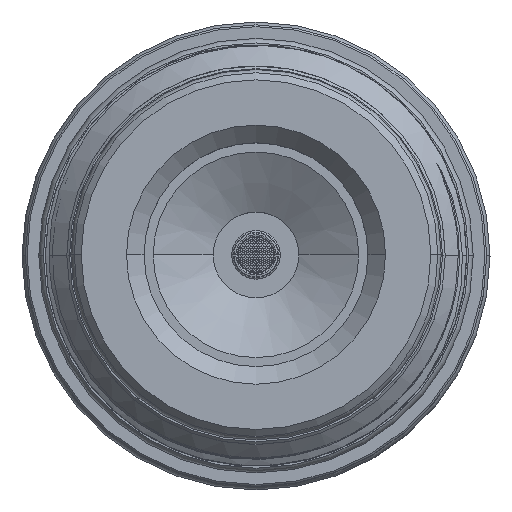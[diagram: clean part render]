
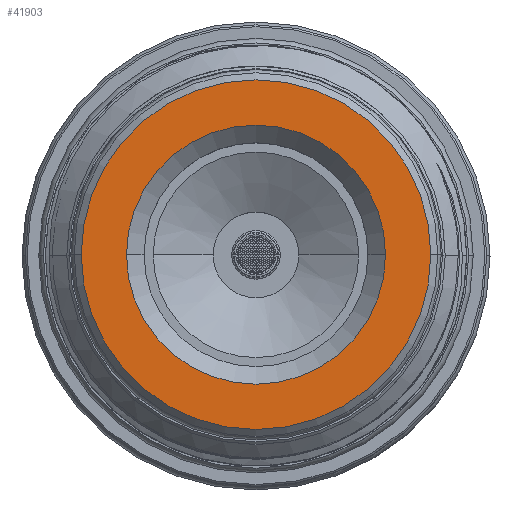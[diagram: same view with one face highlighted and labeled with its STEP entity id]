
A CAD part, top view. The second image highlights one B-rep face of the part: STEP entity #41903.
In plain terms, the highlighted planar face has unit normal (0, 0, 1).
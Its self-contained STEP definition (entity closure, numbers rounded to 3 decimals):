
#1501 = EDGE_CURVE ( 'NONE', #17818, #9156, #70664, .T. ) ;
#2232 = VERTEX_POINT ( 'NONE', #59793 ) ;
#5124 = DIRECTION ( 'NONE',  ( -1., 0., 0. ) ) ;
#9156 = VERTEX_POINT ( 'NONE', #79443 ) ;
#17818 = VERTEX_POINT ( 'NONE', #42100 ) ;
#26273 = CARTESIAN_POINT ( 'NONE',  ( 0., 0., 89.528 ) ) ;
#32165 = CIRCLE ( 'NONE', #51363, 14.7 ) ;
#34670 = ORIENTED_EDGE ( 'NONE', *, *, #53293, .T. ) ;
#37610 = DIRECTION ( 'NONE',  ( 0., 0., -1. ) ) ;
#41772 = CARTESIAN_POINT ( 'NONE',  ( 0., 0., 89.528 ) ) ;
#41903 = ADVANCED_FACE ( 'NONE', ( #63301, #49473 ), #49681, .F. ) ;
#42100 = CARTESIAN_POINT ( 'NONE',  ( -19.84, 0., 89.528 ) ) ;
#42558 = CARTESIAN_POINT ( 'NONE',  ( 0., 0., 89.528 ) ) ;
#43321 = CARTESIAN_POINT ( 'NONE',  ( 0., 0., 89.528 ) ) ;
#49473 = FACE_OUTER_BOUND ( 'NONE', #95297, .T. ) ;
#49681 = PLANE ( 'NONE',  #50503 ) ;
#50143 = DIRECTION ( 'NONE',  ( -1., 0., 0. ) ) ;
#50281 = DIRECTION ( 'NONE',  ( 0., 0., -1. ) ) ;
#50503 = AXIS2_PLACEMENT_3D ( 'NONE', #42558, #89518, #82448 ) ;
#51363 = AXIS2_PLACEMENT_3D ( 'NONE', #26273, #66529, #90150 ) ;
#53293 = EDGE_CURVE ( 'NONE', #77571, #2232, #99046, .T. ) ;
#54248 = CARTESIAN_POINT ( 'NONE',  ( -14.7, 0., 89.528 ) ) ;
#57608 = EDGE_LOOP ( 'NONE', ( #89979, #34670 ) ) ;
#57912 = DIRECTION ( 'NONE',  ( 0., 0., -1. ) ) ;
#58196 = ORIENTED_EDGE ( 'NONE', *, *, #1501, .F. ) ;
#59229 = CIRCLE ( 'NONE', #99093, 19.84 ) ;
#59793 = CARTESIAN_POINT ( 'NONE',  ( 14.7, 0., 89.528 ) ) ;
#63301 = FACE_BOUND ( 'NONE', #57608, .T. ) ;
#66529 = DIRECTION ( 'NONE',  ( 0., 0., -1. ) ) ;
#70664 = CIRCLE ( 'NONE', #83422, 19.84 ) ;
#77571 = VERTEX_POINT ( 'NONE', #54248 ) ;
#79086 = EDGE_CURVE ( 'NONE', #9156, #17818, #59229, .T. ) ;
#79443 = CARTESIAN_POINT ( 'NONE',  ( 19.84, 0., 89.528 ) ) ;
#81887 = CARTESIAN_POINT ( 'NONE',  ( 0., 0., 89.528 ) ) ;
#82448 = DIRECTION ( 'NONE',  ( -1., 0., 0. ) ) ;
#83422 = AXIS2_PLACEMENT_3D ( 'NONE', #81887, #57912, #50143 ) ;
#83466 = ORIENTED_EDGE ( 'NONE', *, *, #79086, .F. ) ;
#86042 = EDGE_CURVE ( 'NONE', #2232, #77571, #32165, .T. ) ;
#89518 = DIRECTION ( 'NONE',  ( 0., 0., -1. ) ) ;
#89979 = ORIENTED_EDGE ( 'NONE', *, *, #86042, .T. ) ;
#90150 = DIRECTION ( 'NONE',  ( -1., 0., 0. ) ) ;
#91464 = DIRECTION ( 'NONE',  ( -1., 0., 0. ) ) ;
#92012 = AXIS2_PLACEMENT_3D ( 'NONE', #41772, #50281, #91464 ) ;
#95297 = EDGE_LOOP ( 'NONE', ( #58196, #83466 ) ) ;
#99046 = CIRCLE ( 'NONE', #92012, 14.7 ) ;
#99093 = AXIS2_PLACEMENT_3D ( 'NONE', #43321, #37610, #5124 ) ;
